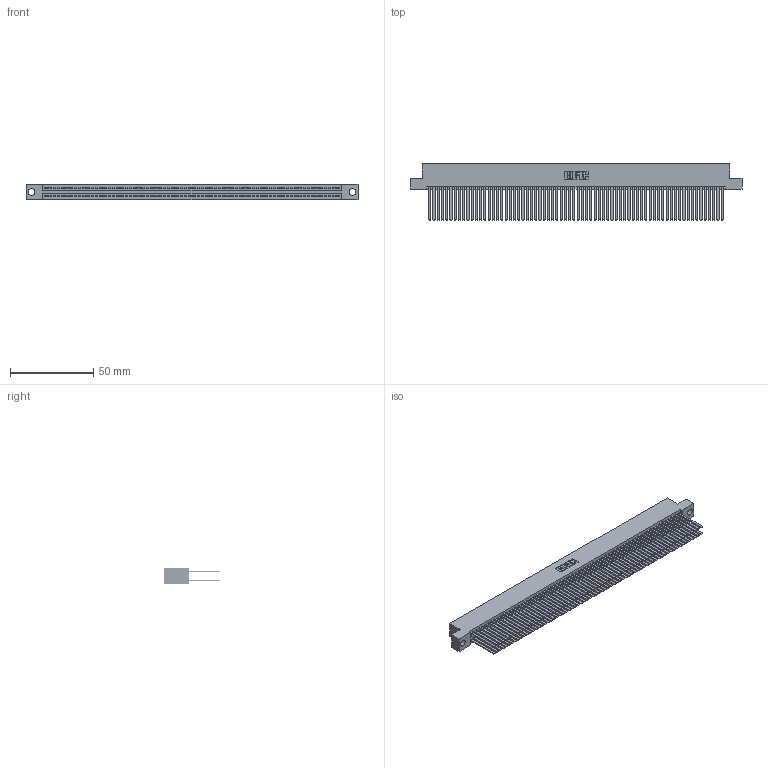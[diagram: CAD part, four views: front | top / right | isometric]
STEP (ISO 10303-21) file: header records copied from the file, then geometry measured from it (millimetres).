
FILE_DESCRIPTION (( 'STEP AP203' ), '1' );
FILE_NAME ('345-140-544-204.STEP', '2021-05-26T01:08:17', ( '' ), ( '' ), 'SwSTEP 2.0', 'SolidWorks 2020', '' );
FILE_SCHEMA (( 'CONFIG_CONTROL_DESIGN' ));
Length unit declared in the file: inch
Products named in the file (3): 345-140-544-204; 345 Part_Flush Mounting Lugs - 0.156 Dia-TI; 345-292-001_345-293-144
Assembly tree (141 placements, depth 2):
  345-140-544-204
    345 Part_Flush Mounting Lugs - 0.156 Dia-TI
    345-292-001_345-293-144  x140
Bounding box: 199.01 x 33.96 x 9.4 mm (x, y, z)
Volume: 21448.4 mm3; surface area: 37850.3 mm2
Topology: 141 solids, 141 shells, 6300 faces, 18717 edges, 12290 vertices
Faces by surface type: plane 4154, cylinder 2146
Entity records: 51389 total; most frequent: CARTESIAN_POINT 8590, ORIENTED_EDGE 8522, DIRECTION 7537, EDGE_CURVE 4261, VECTOR 3853, LINE 3853, VERTEX_POINT 2838, AXIS2_PLACEMENT_3D 1842
